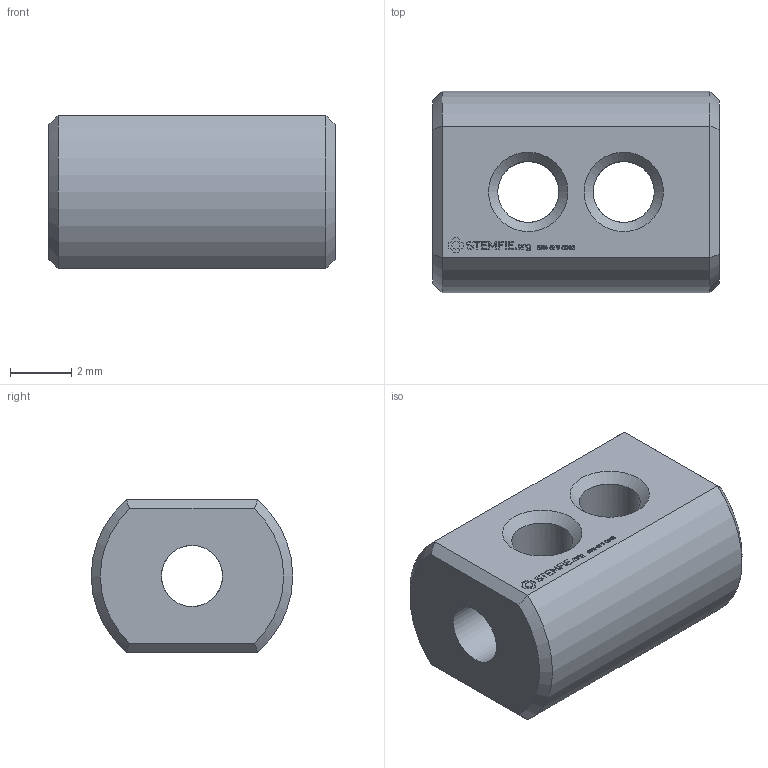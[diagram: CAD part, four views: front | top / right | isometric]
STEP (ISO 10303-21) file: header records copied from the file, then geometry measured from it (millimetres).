
FILE_DESCRIPTION(('FreeCAD Model'),'2;1');
FILE_NAME('Open CASCADE Shape Model','2024-02-05T00:18:30',(''),(''), 'Open CASCADE STEP processor 7.6','FreeCAD','Unknown');
FILE_SCHEMA(('AUTOMOTIVE_DESIGN { 1 0 10303 214 1 1 1 1 }'));
Length unit declared in the file: millimetre
Products named in the file (1): Shaft PLN BU00.75 - SPN-SFT-0003 (stemfie.org)
Bounding box: 9.38 x 6.6 x 5 mm (x, y, z)
Volume: 223.3 mm3; surface area: 306.8 mm2
Topology: 1 solids, 1 shells, 506 faces, 1415 edges, 938 vertices
Faces by surface type: plane 305, extrusion 184, cylinder 9, cone 8
Full cylindrical faces by diameter (mm): 2 x7
Entity records: 34922 total; most frequent: CARTESIAN_POINT 7794, DIRECTION 4341, VECTOR 3593, LINE 3409, ORIENTED_EDGE 2830, PCURVE 2830, DEFINITIONAL_REPRESENTATION 2830, EDGE_CURVE 1415
